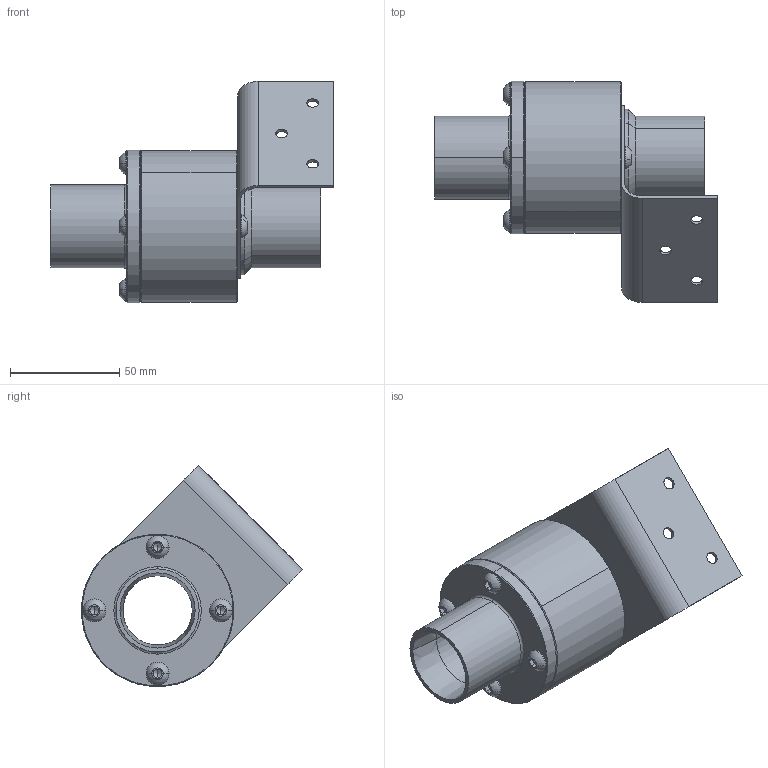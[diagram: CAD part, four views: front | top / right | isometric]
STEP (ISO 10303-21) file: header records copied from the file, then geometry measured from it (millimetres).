
FILE_DESCRIPTION (( 'STEP AP203' ), '1' );
FILE_NAME ('RV3-3D.STEP', '2017-11-07T15:27:22', ( '' ), ( '' ), 'SwSTEP 2.0', 'SolidWorks 2016', '' );
FILE_SCHEMA (( 'CONFIG_CONTROL_DESIGN' ));
Length unit declared in the file: millimetre
Products named in the file (5): RV3-3D; AMSK287-2; socket button head screw_bsi_BS EN ISO 7380 - M6 x 16 - 16N; AMSK287-4; AMSK287-1
Assembly tree (9 placements, depth 2):
  RV3-3D
    AMSK287-1
    AMSK287-2
    AMSK287-4
    socket button head screw_bsi_BS EN ISO 7380 - M6 x 16 - 16N  x6
Bounding box: 129.71 x 101.43 x 101.43 mm (x, y, z)
Volume: 149462.6 mm3; surface area: 64071.6 mm2
Topology: 9 solids, 9 shells, 249 faces, 579 edges, 350 vertices
Faces by surface type: plane 107, cylinder 74, cone 40, torus 16, sphere 12
Entity records: 4325 total; most frequent: CARTESIAN_POINT 807, DIRECTION 661, ORIENTED_EDGE 554, EDGE_CURVE 277, AXIS2_PLACEMENT_3D 270, VERTEX_POINT 175, EDGE_LOOP 150, CIRCLE 144
